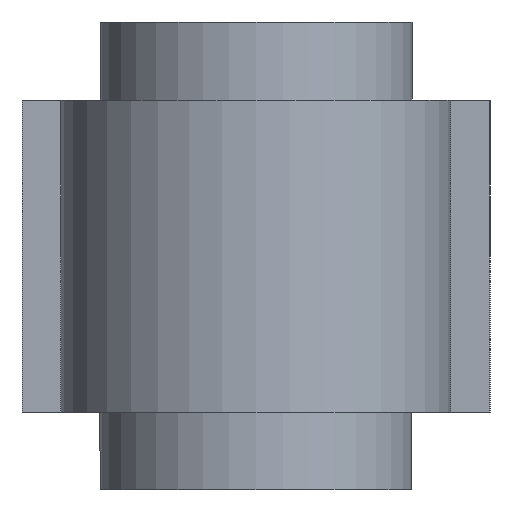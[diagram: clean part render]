
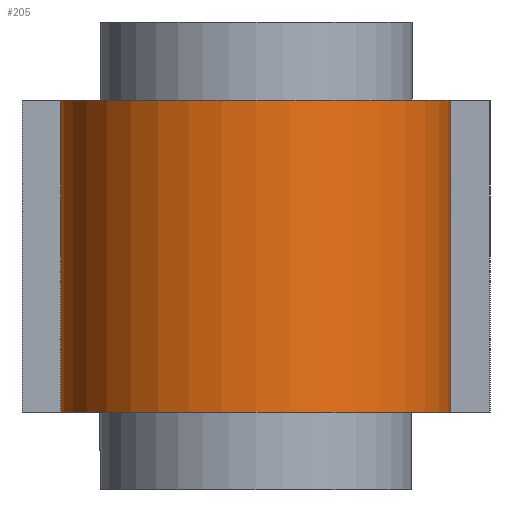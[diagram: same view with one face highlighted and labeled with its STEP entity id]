
A CAD part, left-side view. The second image highlights one B-rep face of the part: STEP entity #205.
In plain terms, the highlighted cylindrical face has radius 6.25 mm (diameter 12.5 mm), a partial arc.
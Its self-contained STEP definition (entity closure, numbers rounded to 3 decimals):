
#27=FACE_OUTER_BOUND('',#40,.T.);
#40=EDGE_LOOP('',(#146,#147,#148,#149));
#57=LINE('',#326,#74);
#58=LINE('',#329,#75);
#74=VECTOR('',#261,10.);
#75=VECTOR('',#264,10.);
#91=CIRCLE('',#233,6.25);
#92=CIRCLE('',#234,6.25);
#101=VERTEX_POINT('',#322);
#102=VERTEX_POINT('',#323);
#103=VERTEX_POINT('',#325);
#104=VERTEX_POINT('',#327);
#119=EDGE_CURVE('',#101,#102,#91,.T.);
#120=EDGE_CURVE('',#103,#101,#57,.T.);
#121=EDGE_CURVE('',#104,#103,#92,.T.);
#122=EDGE_CURVE('',#102,#104,#58,.T.);
#146=ORIENTED_EDGE('',*,*,#119,.F.);
#147=ORIENTED_EDGE('',*,*,#120,.F.);
#148=ORIENTED_EDGE('',*,*,#121,.F.);
#149=ORIENTED_EDGE('',*,*,#122,.F.);
#200=CYLINDRICAL_SURFACE('',#232,6.25);
#205=ADVANCED_FACE('',(#27),#200,.T.);
#232=AXIS2_PLACEMENT_3D('',#321,#257,#258);
#233=AXIS2_PLACEMENT_3D('',#324,#259,#260);
#234=AXIS2_PLACEMENT_3D('',#328,#262,#263);
#257=DIRECTION('center_axis',(0.,0.,-1.));
#258=DIRECTION('ref_axis',(-1.,0.,0.));
#259=DIRECTION('center_axis',(0.,0.,1.));
#260=DIRECTION('ref_axis',(-1.,0.,0.));
#261=DIRECTION('',(0.,0.,1.));
#262=DIRECTION('center_axis',(0.,0.,-1.));
#263=DIRECTION('ref_axis',(-1.,0.,0.));
#264=DIRECTION('',(0.,0.,-1.));
#321=CARTESIAN_POINT('Origin',(0.,0.,
10.));
#322=CARTESIAN_POINT('',(0.,6.25,10.));
#323=CARTESIAN_POINT('',(0.,-6.25,10.));
#324=CARTESIAN_POINT('Origin',(0.,0.,
10.));
#325=CARTESIAN_POINT('',(0.,6.25,0.));
#326=CARTESIAN_POINT('',(0.,6.25,10.));
#327=CARTESIAN_POINT('',(0.,-6.25,0.));
#328=CARTESIAN_POINT('Origin',(0.,0.,
0.));
#329=CARTESIAN_POINT('',(0.,-6.25,10.));
